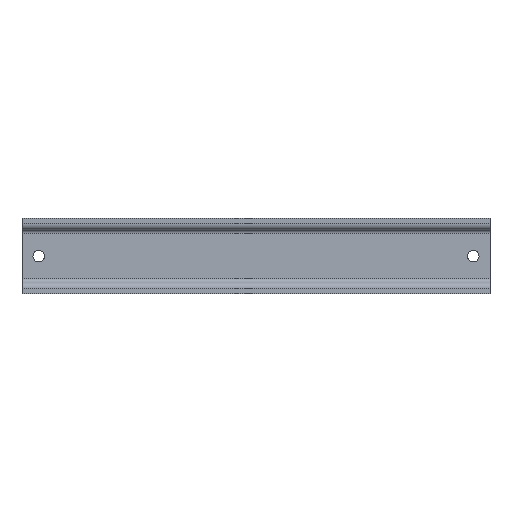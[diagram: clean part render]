
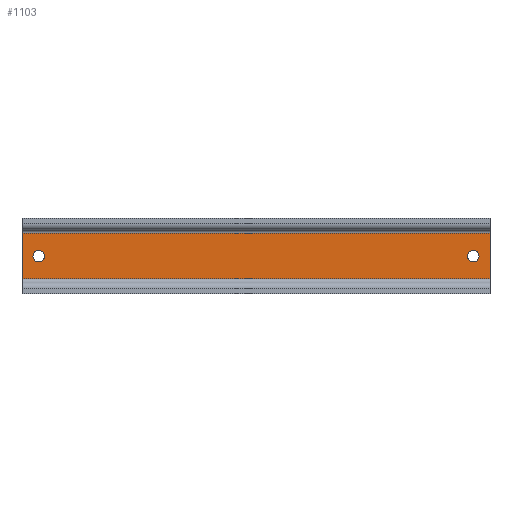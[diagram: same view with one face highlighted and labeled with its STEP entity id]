
A CAD part, top view. The second image highlights one B-rep face of the part: STEP entity #1103.
In plain terms, the highlighted planar face has unit normal (0, 0, 1).
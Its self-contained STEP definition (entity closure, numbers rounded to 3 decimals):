
#411=DIRECTION('',(0.,-1.,0.));
#412=VECTOR('',#411,21.);
#413=CARTESIAN_POINT('',(-108.,10.5,1.5));
#414=LINE('',#413,#412);
#516=DIRECTION('',(-1.,0.,0.));
#517=VECTOR('',#516,216.);
#518=CARTESIAN_POINT('',(108.,10.5,1.5));
#519=LINE('',#518,#517);
#530=DIRECTION('',(0.,-1.,0.));
#531=VECTOR('',#530,21.);
#532=CARTESIAN_POINT('',(108.,10.5,1.5));
#533=LINE('',#532,#531);
#537=CARTESIAN_POINT('',(-100.303,0.,1.5));
#538=DIRECTION('',(0.,0.,1.));
#539=DIRECTION('',(1.,0.,0.));
#540=AXIS2_PLACEMENT_3D('',#537,#538,#539);
#545=CARTESIAN_POINT('',(-100.303,0.,1.5));
#546=DIRECTION('',(0.,0.,1.));
#547=DIRECTION('',(-1.,0.,0.));
#548=AXIS2_PLACEMENT_3D('',#545,#546,#547);
#553=CARTESIAN_POINT('',(100.303,0.,1.5));
#554=DIRECTION('',(0.,0.,1.));
#555=DIRECTION('',(1.,0.,0.));
#556=AXIS2_PLACEMENT_3D('',#553,#554,#555);
#561=CARTESIAN_POINT('',(100.303,0.,1.5));
#562=DIRECTION('',(0.,0.,1.));
#563=DIRECTION('',(-1.,0.,0.));
#564=AXIS2_PLACEMENT_3D('',#561,#562,#563);
#576=DIRECTION('',(1.,0.,0.));
#577=VECTOR('',#576,216.);
#578=CARTESIAN_POINT('',(-108.,-10.5,1.5));
#579=LINE('',#578,#577);
#888=CARTESIAN_POINT('',(-108.,10.5,1.5));
#889=VERTEX_POINT('',#888);
#890=CARTESIAN_POINT('',(-108.,-10.5,1.5));
#891=VERTEX_POINT('',#890);
#922=CARTESIAN_POINT('',(108.,10.5,1.5));
#923=VERTEX_POINT('',#922);
#924=CARTESIAN_POINT('',(108.,-10.5,1.5));
#925=VERTEX_POINT('',#924);
#926=CARTESIAN_POINT('',(-97.653,0.,1.5));
#927=CARTESIAN_POINT('',(-102.953,0.,1.5));
#928=VERTEX_POINT('',#926);
#929=VERTEX_POINT('',#927);
#930=CARTESIAN_POINT('',(102.953,0.,1.5));
#931=CARTESIAN_POINT('',(97.653,0.,1.5));
#932=VERTEX_POINT('',#930);
#933=VERTEX_POINT('',#931);
#1078=CARTESIAN_POINT('',(-108.,12.,1.5));
#1079=DIRECTION('',(0.,0.,-1.));
#1080=DIRECTION('',(0.,-1.,0.));
#1081=AXIS2_PLACEMENT_3D('',#1078,#1079,#1080);
#1082=PLANE('',#1081);
#1084=ORIENTED_EDGE('',*,*,#1083,.F.);
#1085=ORIENTED_EDGE('',*,*,#1012,.F.);
#1086=ORIENTED_EDGE('',*,*,#1069,.F.);
#1088=ORIENTED_EDGE('',*,*,#1087,.T.);
#1089=EDGE_LOOP('',(#1084,#1085,#1086,#1088));
#1090=FACE_OUTER_BOUND('',#1089,.F.);
#1092=ORIENTED_EDGE('',*,*,#1091,.T.);
#1094=ORIENTED_EDGE('',*,*,#1093,.T.);
#1095=EDGE_LOOP('',(#1092,#1094));
#1096=FACE_BOUND('',#1095,.F.);
#1098=ORIENTED_EDGE('',*,*,#1097,.T.);
#1100=ORIENTED_EDGE('',*,*,#1099,.T.);
#1101=EDGE_LOOP('',(#1098,#1100));
#1102=FACE_BOUND('',#1101,.F.);
#541=CIRCLE('',#540,2.65);
#549=CIRCLE('',#548,2.65);
#557=CIRCLE('',#556,2.65);
#565=CIRCLE('',#564,2.65);
#1012=EDGE_CURVE('',#889,#891,#414,.T.);
#1069=EDGE_CURVE('',#923,#889,#519,.T.);
#1083=EDGE_CURVE('',#891,#925,#579,.T.);
#1087=EDGE_CURVE('',#923,#925,#533,.T.);
#1091=EDGE_CURVE('',#928,#929,#541,.T.);
#1093=EDGE_CURVE('',#929,#928,#549,.T.);
#1097=EDGE_CURVE('',#932,#933,#557,.T.);
#1099=EDGE_CURVE('',#933,#932,#565,.T.);
#1103=ADVANCED_FACE('',(#1090,#1096,#1102),#1082,.F.);
